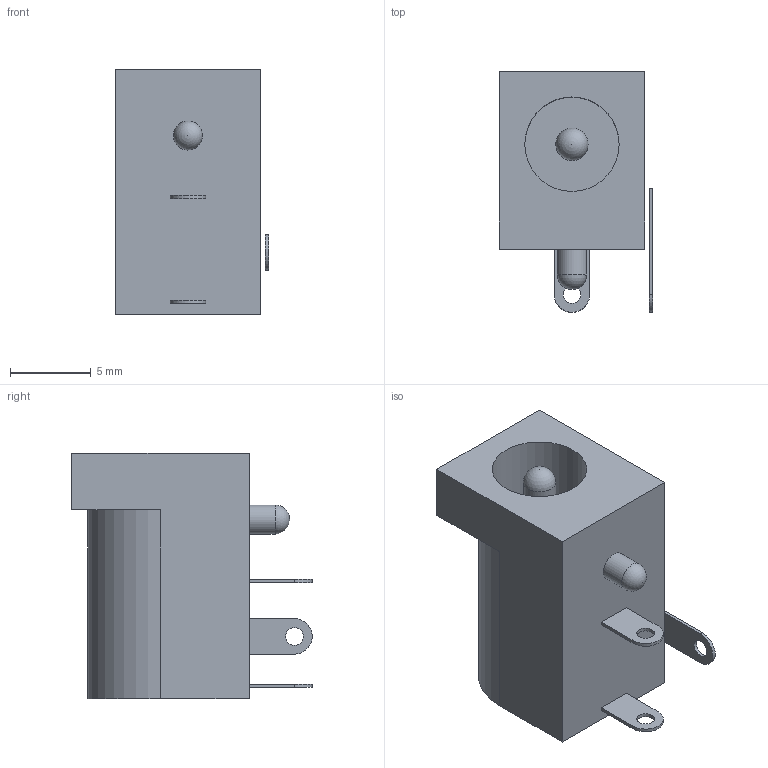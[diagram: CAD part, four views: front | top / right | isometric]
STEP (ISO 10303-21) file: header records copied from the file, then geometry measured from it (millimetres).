
FILE_DESCRIPTION(/* description */ (''),/* implementation_level */ '2;1');
FILE_NAME(/* name */ 'Barrel-Jack_Cliff_FC681478_TH.step',/* time_stamp */ '2020-07-05T15:58:54+01:00',/* author */ (''),/* organization */ (''),/* preprocessor_version */ 'ST-DEVELOPER v18.1',/* originating_system */ 'Autodesk Translation Framework v9.3.0.1241',/* authorisation */ '');
FILE_SCHEMA (('AUTOMOTIVE_DESIGN { 1 0 10303 214 3 1 1 }'));
Length unit declared in the file: millimetre
Products named in the file (1): Barrel-Jack_Cliff_FC681478_TH
Bounding box: 9.5 x 14.9 x 15.2 mm (x, y, z)
Volume: 1036.8 mm3; surface area: 1098.5 mm2
Topology: 4 solids, 4 shells, 35 faces, 77 edges, 51 vertices
Faces by surface type: plane 23, cylinder 10, sphere 2
Full cylindrical faces by diameter (mm): 1.1 x3, 1.8 x1, 2 x1, 5.85 x1
Entity records: 1008 total; most frequent: DIRECTION 170, CARTESIAN_POINT 162, ORIENTED_EDGE 150, EDGE_CURVE 75, AXIS2_PLACEMENT_3D 59, LINE 52, VECTOR 52, VERTEX_POINT 51
